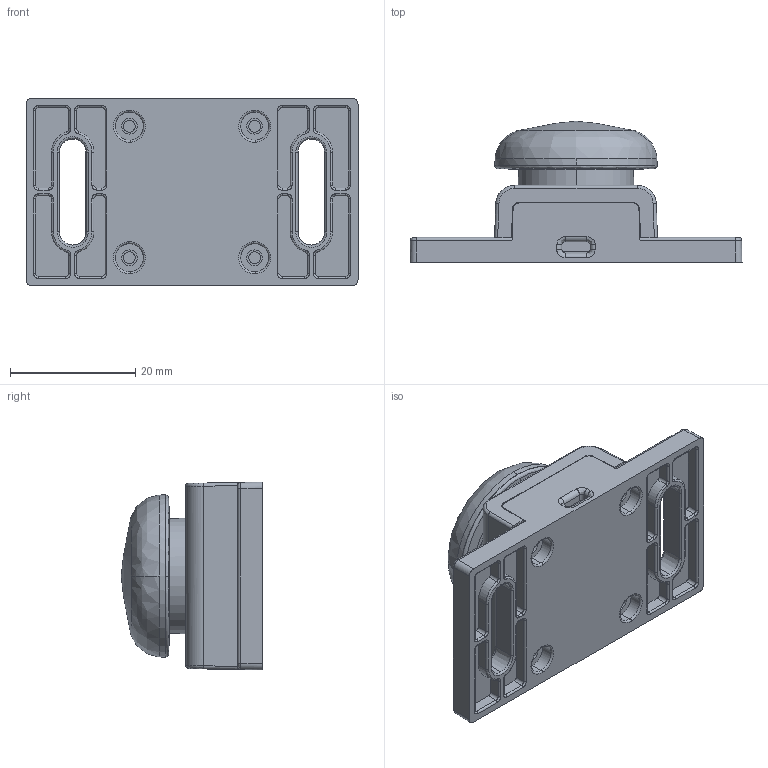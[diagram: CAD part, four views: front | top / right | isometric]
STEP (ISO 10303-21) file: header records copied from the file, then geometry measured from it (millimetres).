
FILE_DESCRIPTION (( 'STEP AP203' ), '1' );
FILE_NAME ('BUMPER-SWITCH.STEP', '2007-08-26T00:27:26', ( 'Innovation First, Inc.' ), ( 'Innovation First, Inc.' ), 'SwSTEP 2.0', 'SolidWorks 2006052', '' );
FILE_SCHEMA (( 'CONFIG_CONTROL_DESIGN' ));
Length unit declared in the file: inch
Products named in the file (5): BUMPER-SWITCH; BUMPER-SWITCH-INNER-HEAD; BUMPER-SWITCH-TOP; BUMPER-SWITCH-HEAD; BUMPER-SWITCH-BOT
Assembly tree (4 placements, depth 2):
  BUMPER-SWITCH
    BUMPER-SWITCH-TOP
    BUMPER-SWITCH-BOT
    BUMPER-SWITCH-INNER-HEAD
    BUMPER-SWITCH-HEAD
Bounding box: 53 x 22.56 x 30 mm (x, y, z)
Volume: 8271.6 mm3; surface area: 11860.9 mm2
Topology: 4 solids, 4 shells, 747 faces, 1990 edges, 1233 vertices
Faces by surface type: cylinder 281, plane 256, bspline 151, cone 59
Entity records: 28150 total; most frequent: CARTESIAN_POINT 9904, ORIENTED_EDGE 3916, DIRECTION 3583, EDGE_CURVE 1958, AXIS2_PLACEMENT_3D 1354, VERTEX_POINT 1233, VECTOR 875, LINE 875
